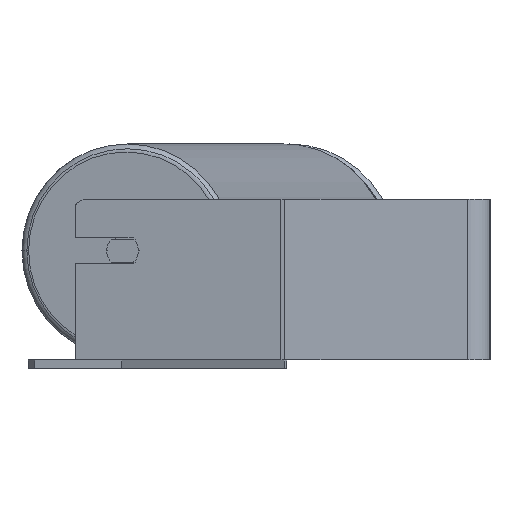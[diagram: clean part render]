
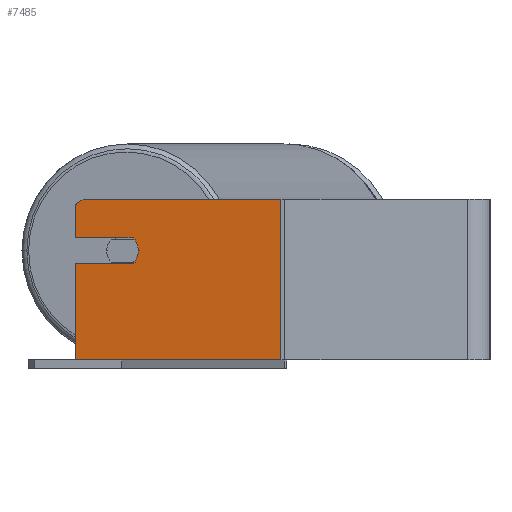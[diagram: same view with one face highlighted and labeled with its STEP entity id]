
A CAD part, left-side view. The second image highlights one B-rep face of the part: STEP entity #7485.
In plain terms, the highlighted planar face has unit normal (-0.985, 0.174, 0).
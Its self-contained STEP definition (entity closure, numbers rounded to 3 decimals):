
#323 = VERTEX_POINT ( 'NONE', #331 ) ;
#331 = CARTESIAN_POINT ( 'NONE',  ( -909.787, 130.14, -50. ) ) ;
#346 = ORIENTED_EDGE ( 'NONE', *, *, #3771, .F. ) ;
#396 = VECTOR ( 'NONE', #6168, 1000. ) ;
#615 = DIRECTION ( 'NONE',  ( -0.985, 0.174, 0. ) ) ;
#626 = DIRECTION ( 'NONE',  ( -0.174, -0.985, 0. ) ) ;
#640 = PLANE ( 'NONE',  #1910 ) ;
#674 = EDGE_CURVE ( 'NONE', #3762, #7285, #4815, .T. ) ;
#827 = CIRCLE ( 'NONE', #5792, 10. ) ;
#1028 = VERTEX_POINT ( 'NONE', #3315 ) ;
#1065 = CARTESIAN_POINT ( 'NONE',  ( -893.439, 222.853, 26. ) ) ;
#1078 = VECTOR ( 'NONE', #626, 1000. ) ;
#1253 = DIRECTION ( 'NONE',  ( -0.985, 0.174, 0. ) ) ;
#1341 = CARTESIAN_POINT ( 'NONE',  ( -887.188, 258.307, -50. ) ) ;
#1368 = CARTESIAN_POINT ( 'NONE',  ( -892.398, 228.762, 18. ) ) ;
#1517 = EDGE_CURVE ( 'NONE', #3446, #4093, #4864, .T. ) ;
#1547 = EDGE_CURVE ( 'NONE', #3309, #323, #2597, .T. ) ;
#1588 = VECTOR ( 'NONE', #8517, 1000. ) ;
#1590 = CARTESIAN_POINT ( 'NONE',  ( -887.188, 258.307, 26. ) ) ;
#1818 = EDGE_LOOP ( 'NONE', ( #8656, #1870, #4570, #5758, #2052, #346, #8052, #8333, #3361, #3975 ) ) ;
#1843 = VECTOR ( 'NONE', #7674, 1000. ) ;
#1854 = VECTOR ( 'NONE', #2788, 1000. ) ;
#1870 = ORIENTED_EDGE ( 'NONE', *, *, #5243, .T. ) ;
#1907 = EDGE_CURVE ( 'NONE', #3695, #6962, #5867, .T. ) ;
#1910 = AXIS2_PLACEMENT_3D ( 'NONE', #9257, #8556, #2061 ) ;
#1984 = CARTESIAN_POINT ( 'NONE',  ( -893.439, 222.853, 10. ) ) ;
#2005 = AXIS2_PLACEMENT_3D ( 'NONE', #4218, #1253, #7020 ) ;
#2052 = ORIENTED_EDGE ( 'NONE', *, *, #1517, .F. ) ;
#2061 = DIRECTION ( 'NONE',  ( 0.174, 0.985, 0. ) ) ;
#2174 = VERTEX_POINT ( 'NONE', #6242 ) ;
#2273 = DIRECTION ( 'NONE',  ( 0., 0., -1. ) ) ;
#2597 = LINE ( 'NONE', #1341, #1078 ) ;
#2788 = DIRECTION ( 'NONE',  ( 0.174, 0.985, 0. ) ) ;
#2835 = CARTESIAN_POINT ( 'NONE',  ( -894.134, 218.914, 18. ) ) ;
#2856 = EDGE_CURVE ( 'NONE', #2174, #323, #6823, .T. ) ;
#2934 = EDGE_CURVE ( 'NONE', #4093, #6962, #7111, .T. ) ;
#3284 = CARTESIAN_POINT ( 'NONE',  ( -887.188, 258.307, 47.113 ) ) ;
#3309 = VERTEX_POINT ( 'NONE', #7817 ) ;
#3315 = CARTESIAN_POINT ( 'NONE',  ( -888.056, 253.383, 50. ) ) ;
#3361 = ORIENTED_EDGE ( 'NONE', *, *, #1547, .T. ) ;
#3446 = VERTEX_POINT ( 'NONE', #2835 ) ;
#3695 = VERTEX_POINT ( 'NONE', #3284 ) ;
#3762 = VERTEX_POINT ( 'NONE', #8383 ) ;
#3771 = EDGE_CURVE ( 'NONE', #7285, #3446, #827, .T. ) ;
#3784 = CARTESIAN_POINT ( 'NONE',  ( -893.439, 222.853, 10. ) ) ;
#3975 = ORIENTED_EDGE ( 'NONE', *, *, #2856, .F. ) ;
#4093 = VERTEX_POINT ( 'NONE', #1065 ) ;
#4218 = CARTESIAN_POINT ( 'NONE',  ( -892.398, 228.762, 18. ) ) ;
#4570 = ORIENTED_EDGE ( 'NONE', *, *, #1907, .T. ) ;
#4621 = EDGE_CURVE ( 'NONE', #1028, #2174, #8047, .T. ) ;
#4815 = LINE ( 'NONE', #1984, #1843 ) ;
#4864 = CIRCLE ( 'NONE', #2005, 10. ) ;
#5243 = EDGE_CURVE ( 'NONE', #1028, #3695, #7713, .T. ) ;
#5311 = VECTOR ( 'NONE', #2273, 1000. ) ;
#5758 = ORIENTED_EDGE ( 'NONE', *, *, #2934, .F. ) ;
#5792 = AXIS2_PLACEMENT_3D ( 'NONE', #1368, #615, #7134 ) ;
#5832 = EDGE_CURVE ( 'NONE', #3762, #3309, #6221, .T. ) ;
#5867 = LINE ( 'NONE', #8778, #5311 ) ;
#6168 = DIRECTION ( 'NONE',  ( 0., 0., -1. ) ) ;
#6221 = LINE ( 'NONE', #6799, #396 ) ;
#6242 = CARTESIAN_POINT ( 'NONE',  ( -909.787, 130.14, 50. ) ) ;
#6275 = VECTOR ( 'NONE', #7338, 1000. ) ;
#6799 = CARTESIAN_POINT ( 'NONE',  ( -887.188, 258.307, 50. ) ) ;
#6823 = LINE ( 'NONE', #8404, #7312 ) ;
#6962 = VERTEX_POINT ( 'NONE', #1590 ) ;
#7020 = DIRECTION ( 'NONE',  ( -0.174, -0.985, 0. ) ) ;
#7111 = LINE ( 'NONE', #7203, #1854 ) ;
#7134 = DIRECTION ( 'NONE',  ( -0.174, -0.985, 0. ) ) ;
#7203 = CARTESIAN_POINT ( 'NONE',  ( -893.439, 222.853, 26. ) ) ;
#7285 = VERTEX_POINT ( 'NONE', #3784 ) ;
#7312 = VECTOR ( 'NONE', #7635, 1000. ) ;
#7338 = DIRECTION ( 'NONE',  ( -0.174, -0.985, 0. ) ) ;
#7485 = ADVANCED_FACE ( 'NONE', ( #7978 ), #640, .F. ) ;
#7635 = DIRECTION ( 'NONE',  ( 0., 0., -1. ) ) ;
#7674 = DIRECTION ( 'NONE',  ( -0.174, -0.985, 0. ) ) ;
#7713 = LINE ( 'NONE', #9310, #1588 ) ;
#7817 = CARTESIAN_POINT ( 'NONE',  ( -887.188, 258.307, -50. ) ) ;
#7978 = FACE_OUTER_BOUND ( 'NONE', #1818, .T. ) ;
#8047 = LINE ( 'NONE', #8810, #6275 ) ;
#8052 = ORIENTED_EDGE ( 'NONE', *, *, #674, .F. ) ;
#8333 = ORIENTED_EDGE ( 'NONE', *, *, #5832, .T. ) ;
#8383 = CARTESIAN_POINT ( 'NONE',  ( -887.188, 258.307, 10. ) ) ;
#8404 = CARTESIAN_POINT ( 'NONE',  ( -909.787, 130.14, 50. ) ) ;
#8517 = DIRECTION ( 'NONE',  ( 0.15, 0.853, -0.5 ) ) ;
#8556 = DIRECTION ( 'NONE',  ( 0.985, -0.174, 0. ) ) ;
#8656 = ORIENTED_EDGE ( 'NONE', *, *, #4621, .F. ) ;
#8778 = CARTESIAN_POINT ( 'NONE',  ( -887.188, 258.307, 50. ) ) ;
#8810 = CARTESIAN_POINT ( 'NONE',  ( -887.188, 258.307, 50. ) ) ;
#9257 = CARTESIAN_POINT ( 'NONE',  ( -887.188, 258.307, 50. ) ) ;
#9310 = CARTESIAN_POINT ( 'NONE',  ( -887.188, 258.307, 47.113 ) ) ;
